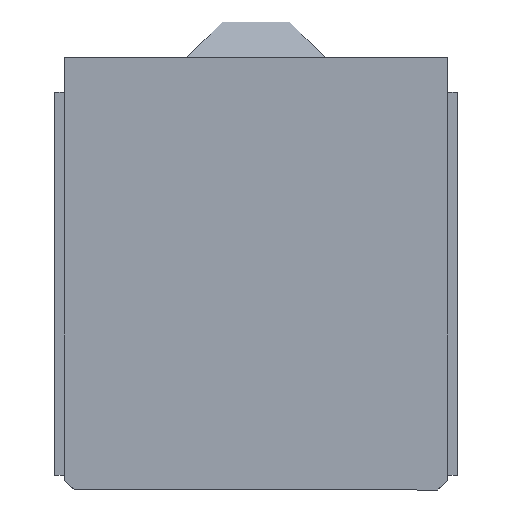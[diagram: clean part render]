
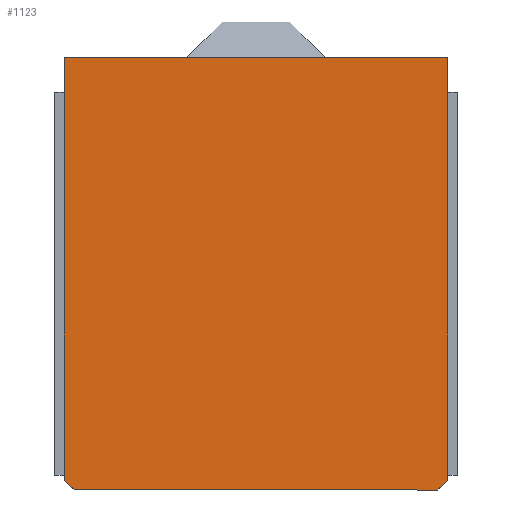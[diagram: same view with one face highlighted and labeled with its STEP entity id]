
A CAD part, front view. The second image highlights one B-rep face of the part: STEP entity #1123.
In plain terms, the highlighted planar face has unit normal (0, -1, 0).
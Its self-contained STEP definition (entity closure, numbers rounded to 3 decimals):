
#61=FACE_OUTER_BOUND('',#123,.T.);
#123=EDGE_LOOP('',(#810,#811,#812,#813,#814,#815));
#205=LINE('',#1641,#348);
#227=LINE('',#1701,#370);
#229=LINE('',#1705,#372);
#230=LINE('',#1707,#373);
#231=LINE('',#1709,#374);
#232=LINE('',#1710,#375);
#348=VECTOR('',#1315,10.);
#370=VECTOR('',#1363,10.);
#372=VECTOR('',#1367,10.);
#373=VECTOR('',#1368,10.);
#374=VECTOR('',#1369,10.);
#375=VECTOR('',#1370,10.);
#492=VERTEX_POINT('',#1638);
#493=VERTEX_POINT('',#1640);
#518=VERTEX_POINT('',#1700);
#519=VERTEX_POINT('',#1704);
#520=VERTEX_POINT('',#1706);
#521=VERTEX_POINT('',#1708);
#603=EDGE_CURVE('',#492,#493,#205,.T.);
#633=EDGE_CURVE('',#518,#493,#227,.T.);
#635=EDGE_CURVE('',#492,#519,#229,.T.);
#636=EDGE_CURVE('',#519,#520,#230,.T.);
#637=EDGE_CURVE('',#520,#521,#231,.T.);
#638=EDGE_CURVE('',#518,#521,#232,.T.);
#810=ORIENTED_EDGE('',*,*,#603,.F.);
#811=ORIENTED_EDGE('',*,*,#635,.T.);
#812=ORIENTED_EDGE('',*,*,#636,.T.);
#813=ORIENTED_EDGE('',*,*,#637,.T.);
#814=ORIENTED_EDGE('',*,*,#638,.F.);
#815=ORIENTED_EDGE('',*,*,#633,.T.);
#1070=PLANE('',#1210);
#1123=ADVANCED_FACE('',(#61),#1070,.T.);
#1210=AXIS2_PLACEMENT_3D('',#1703,#1365,#1366);
#1315=DIRECTION('',(-0.707,0.,-0.707));
#1363=DIRECTION('',(1.,0.,0.));
#1365=DIRECTION('center_axis',(0.,-1.,0.));
#1366=DIRECTION('ref_axis',(-1.,0.,0.));
#1367=DIRECTION('',(0.,0.,1.));
#1368=DIRECTION('',(-1.,0.,0.));
#1369=DIRECTION('',(0.,0.,-1.));
#1370=DIRECTION('',(-0.707,0.,0.707));
#1638=CARTESIAN_POINT('',(0.,0.,-85.99));
#1640=CARTESIAN_POINT('',(-2.,0.,-87.99));
#1641=CARTESIAN_POINT('',(0.25,0.,-85.74));
#1700=CARTESIAN_POINT('',(-76.,0.,-87.99));
#1701=CARTESIAN_POINT('',(0.,0.,-87.99));
#1703=CARTESIAN_POINT('Origin',(-39.,0.,
-43.99));
#1704=CARTESIAN_POINT('',(0.,0.,0.));
#1705=CARTESIAN_POINT('',(0.,0.,0.01));
#1706=CARTESIAN_POINT('',(-78.,0.,0.));
#1707=CARTESIAN_POINT('',(-19.5,0.,0.));
#1708=CARTESIAN_POINT('',(-78.,0.,-85.99));
#1709=CARTESIAN_POINT('',(-78.,0.,-87.99));
#1710=CARTESIAN_POINT('',(-78.25,0.,-85.74));
